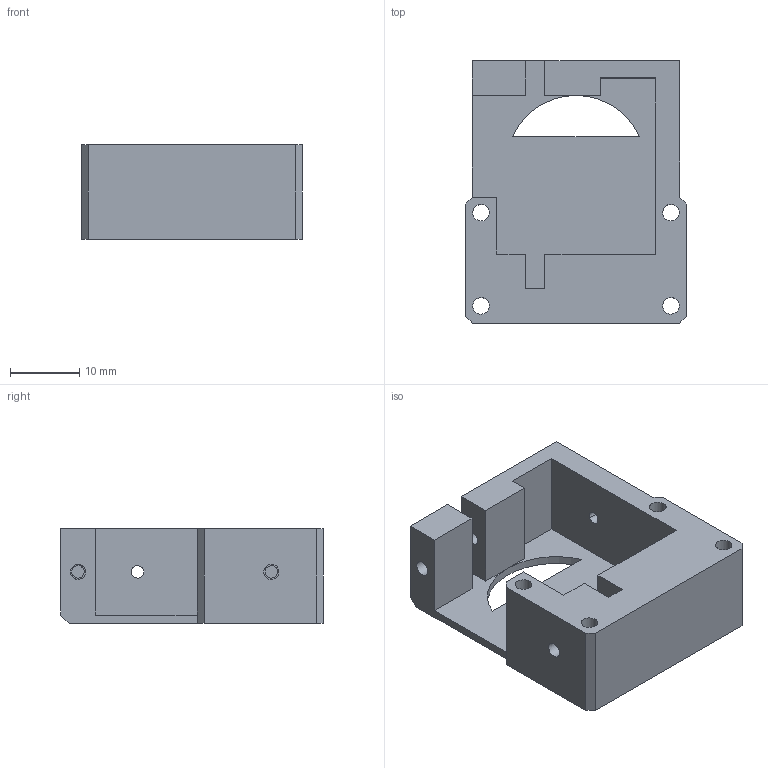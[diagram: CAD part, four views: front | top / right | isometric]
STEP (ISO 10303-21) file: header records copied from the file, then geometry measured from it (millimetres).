
FILE_DESCRIPTION(('FreeCAD Model'),'2;1');
FILE_NAME('head_servo_camera_bracket_smile.step', '2020-01-27T05:13:43',('Author'),(''), 'Open CASCADE STEP processor 7.3','FreeCAD','Unknown');
FILE_SCHEMA(('AUTOMOTIVE_DESIGN { 1 0 10303 214 1 1 1 1 }'));
Length unit declared in the file: millimetre
Products named in the file (3): head_servo_camera_bracket_smile; COMPOUND; SOLID
Assembly tree (2 placements, depth 2):
  head_servo_camera_bracket_smile
    COMPOUND
    SOLID
Bounding box: 32 x 38 x 13.7 mm (x, y, z)
Volume: 7766.4 mm3; surface area: 5772.6 mm2
Topology: 1 solids, 1 shells, 52 faces, 148 edges, 100 vertices
Faces by surface type: plane 33, cylinder 19
Entity records: 3795 total; most frequent: CARTESIAN_POINT 756, DIRECTION 570, LINE 357, VECTOR 357, ORIENTED_EDGE 296, PCURVE 296, DEFINITIONAL_REPRESENTATION 296, EDGE_CURVE 148
